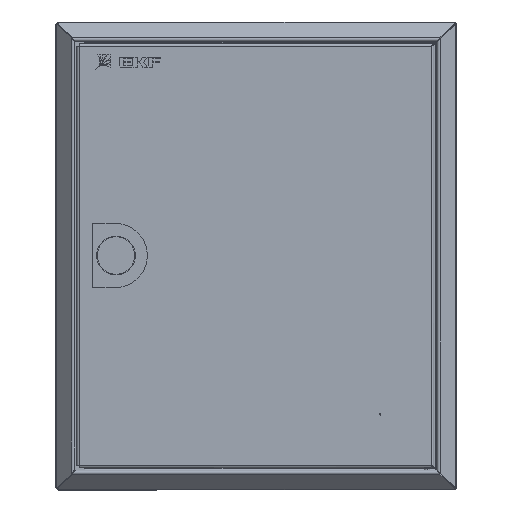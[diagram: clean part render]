
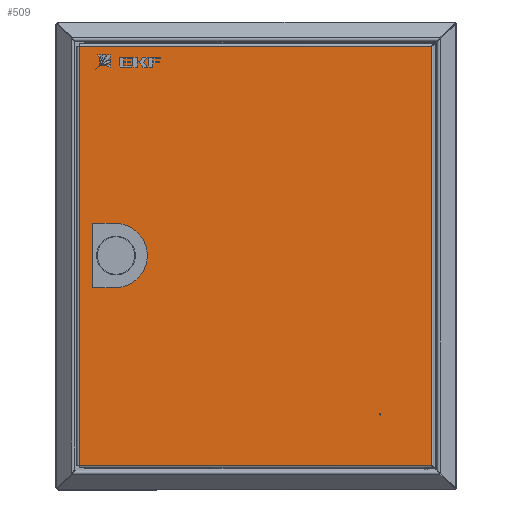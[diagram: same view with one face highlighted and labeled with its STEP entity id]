
A CAD part, top view. The second image highlights one B-rep face of the part: STEP entity #509.
In plain terms, the highlighted planar face has unit normal (0, 0, 1).
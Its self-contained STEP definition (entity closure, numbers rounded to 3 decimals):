
#281 = DIRECTION ( 'NONE',  ( 1., 0., 0. ) ) ;
#423 = AXIS2_PLACEMENT_3D ( 'NONE', #21578, #8078, #23875 ) ;
#509 = ADVANCED_FACE ( 'NONE', ( #21679, #2980, #26265 ), #20070, .F. ) ;
#1282 = CARTESIAN_POINT ( 'NONE',  ( 33.1, 174.88, 0. ) ) ;
#1672 = ORIENTED_EDGE ( 'NONE', *, *, #6281, .F. ) ;
#2296 = ORIENTED_EDGE ( 'NONE', *, *, #28915, .F. ) ;
#2510 = VECTOR ( 'NONE', #7956, 1000. ) ;
#2567 = CARTESIAN_POINT ( 'NONE',  ( 43.6, 143.63, 0. ) ) ;
#2698 = VECTOR ( 'NONE', #11279, 1000. ) ;
#2835 = DIRECTION ( 'NONE',  ( 0., 0., -1. ) ) ;
#2980 = FACE_BOUND ( 'NONE', #3850, .T. ) ;
#3023 = VERTEX_POINT ( 'NONE', #15947 ) ;
#3535 = DIRECTION ( 'NONE',  ( -0.707, 0.707, 0. ) ) ;
#3688 = ORIENTED_EDGE ( 'NONE', *, *, #25473, .F. ) ;
#3850 = EDGE_LOOP ( 'NONE', ( #2296, #15959, #7313, #1672, #5177, #20054, #15636, #3688 ) ) ;
#3892 = CARTESIAN_POINT ( 'NONE',  ( 263.7, 1.7, 0. ) ) ;
#5177 = ORIENTED_EDGE ( 'NONE', *, *, #12535, .F. ) ;
#5201 = LINE ( 'NONE', #7260, #16450 ) ;
#5408 = VERTEX_POINT ( 'NONE', #2567 ) ;
#5616 = VERTEX_POINT ( 'NONE', #16969 ) ;
#6119 = VECTOR ( 'NONE', #12400, 1000. ) ;
#6281 = EDGE_CURVE ( 'NONE', #16772, #14093, #10988, .T. ) ;
#6634 = EDGE_CURVE ( 'NONE', #5616, #25675, #6841, .T. ) ;
#6841 = LINE ( 'NONE', #21488, #6119 ) ;
#7064 = AXIS2_PLACEMENT_3D ( 'NONE', #16348, #2835, #18627 ) ;
#7195 = CARTESIAN_POINT ( 'NONE',  ( 0., 315.56, 0. ) ) ;
#7260 = CARTESIAN_POINT ( 'NONE',  ( 11.6, 174.88, 0. ) ) ;
#7313 = ORIENTED_EDGE ( 'NONE', *, *, #27800, .F. ) ;
#7545 = VECTOR ( 'NONE', #3535, 1000. ) ;
#7568 = DIRECTION ( 'NONE',  ( 0., -1., 0. ) ) ;
#7956 = DIRECTION ( 'NONE',  ( 0., 1., 0. ) ) ;
#8078 = DIRECTION ( 'NONE',  ( 0., 0., -1. ) ) ;
#8299 = DIRECTION ( 'NONE',  ( 1., 0., 0. ) ) ;
#8452 = CARTESIAN_POINT ( 'NONE',  ( 33.1, 142.38, 0. ) ) ;
#8990 = CARTESIAN_POINT ( 'NONE',  ( 43.6, 173.63, 0. ) ) ;
#9023 = CARTESIAN_POINT ( 'NONE',  ( 264.523, 315.56, 0. ) ) ;
#9315 = ORIENTED_EDGE ( 'NONE', *, *, #17765, .T. ) ;
#9505 = DIRECTION ( 'NONE',  ( -1., 0., 0. ) ) ;
#10246 = CARTESIAN_POINT ( 'NONE',  ( 34.35, 173.63, 0. ) ) ;
#10338 = CARTESIAN_POINT ( 'NONE',  ( 11.6, 142.38, 0. ) ) ;
#10988 = LINE ( 'NONE', #28690, #16279 ) ;
#11086 = DIRECTION ( 'NONE',  ( -1., 0., 0. ) ) ;
#11259 = AXIS2_PLACEMENT_3D ( 'NONE', #17802, #24610, #11086 ) ;
#11273 = ORIENTED_EDGE ( 'NONE', *, *, #24163, .T. ) ;
#11279 = DIRECTION ( 'NONE',  ( -1., 0., 0. ) ) ;
#11688 = VERTEX_POINT ( 'NONE', #16323 ) ;
#12158 = CARTESIAN_POINT ( 'NONE',  ( 0., 0., 0. ) ) ;
#12400 = DIRECTION ( 'NONE',  ( 1., 0., 0. ) ) ;
#12535 = EDGE_CURVE ( 'NONE', #5408, #16772, #29177, .T. ) ;
#12605 = ORIENTED_EDGE ( 'NONE', *, *, #21406, .T. ) ;
#12906 = EDGE_CURVE ( 'NONE', #29126, #5408, #17863, .T. ) ;
#13276 = LINE ( 'NONE', #8452, #25297 ) ;
#13432 = VERTEX_POINT ( 'NONE', #26328 ) ;
#13512 = LINE ( 'NONE', #14247, #18115 ) ;
#13655 = VERTEX_POINT ( 'NONE', #18245 ) ;
#14093 = VERTEX_POINT ( 'NONE', #10246 ) ;
#14247 = CARTESIAN_POINT ( 'NONE',  ( 11.6, 142.38, 0. ) ) ;
#14355 = EDGE_CURVE ( 'NONE', #18609, #11688, #22044, .T. ) ;
#14410 = DIRECTION ( 'NONE',  ( 0., -1., 0. ) ) ;
#15486 = CIRCLE ( 'NONE', #423, 0.5 ) ;
#15505 = CARTESIAN_POINT ( 'NONE',  ( 34.35, 143.63, 0. ) ) ;
#15636 = ORIENTED_EDGE ( 'NONE', *, *, #20721, .F. ) ;
#15947 = CARTESIAN_POINT ( 'NONE',  ( 11.6, 174.88, 0. ) ) ;
#15959 = ORIENTED_EDGE ( 'NONE', *, *, #21528, .F. ) ;
#16279 = VECTOR ( 'NONE', #24165, 1000. ) ;
#16323 = CARTESIAN_POINT ( 'NONE',  ( 224.9, 40., 0. ) ) ;
#16348 = CARTESIAN_POINT ( 'NONE',  ( 225.4, 40., 0. ) ) ;
#16354 = VECTOR ( 'NONE', #14410, 1000. ) ;
#16450 = VECTOR ( 'NONE', #9505, 1000. ) ;
#16470 = VECTOR ( 'NONE', #25211, 1000. ) ;
#16772 = VERTEX_POINT ( 'NONE', #8990 ) ;
#16859 = LINE ( 'NONE', #25043, #22883 ) ;
#16969 = CARTESIAN_POINT ( 'NONE',  ( 0., 1.7, 0. ) ) ;
#17765 = EDGE_CURVE ( 'NONE', #25675, #13432, #20531, .T. ) ;
#17802 = CARTESIAN_POINT ( 'NONE',  ( 0., 0., 0. ) ) ;
#17863 = LINE ( 'NONE', #21817, #23870 ) ;
#18115 = VECTOR ( 'NONE', #7568, 1000. ) ;
#18245 = CARTESIAN_POINT ( 'NONE',  ( 33.1, 174.88, 0. ) ) ;
#18609 = VERTEX_POINT ( 'NONE', #23695 ) ;
#18627 = DIRECTION ( 'NONE',  ( -1., 0., 0. ) ) ;
#18990 = EDGE_LOOP ( 'NONE', ( #11273, #22628 ) ) ;
#20054 = ORIENTED_EDGE ( 'NONE', *, *, #12906, .F. ) ;
#20070 = PLANE ( 'NONE',  #11259 ) ;
#20531 = LINE ( 'NONE', #21464, #2510 ) ;
#20714 = LINE ( 'NONE', #9023, #2698 ) ;
#20721 = EDGE_CURVE ( 'NONE', #23524, #29126, #13276, .T. ) ;
#21406 = EDGE_CURVE ( 'NONE', #13432, #27037, #20714, .T. ) ;
#21464 = CARTESIAN_POINT ( 'NONE',  ( 263.7, 0.877, 0. ) ) ;
#21488 = CARTESIAN_POINT ( 'NONE',  ( 0., 1.7, 0. ) ) ;
#21528 = EDGE_CURVE ( 'NONE', #13655, #3023, #5201, .T. ) ;
#21578 = CARTESIAN_POINT ( 'NONE',  ( 225.4, 40., 0. ) ) ;
#21679 = FACE_BOUND ( 'NONE', #18990, .T. ) ;
#21817 = CARTESIAN_POINT ( 'NONE',  ( 34.35, 143.63, 0. ) ) ;
#22044 = CIRCLE ( 'NONE', #7064, 0.5 ) ;
#22426 = EDGE_LOOP ( 'NONE', ( #9315, #12605, #23684, #25052 ) ) ;
#22628 = ORIENTED_EDGE ( 'NONE', *, *, #14355, .T. ) ;
#22883 = VECTOR ( 'NONE', #281, 1000. ) ;
#22950 = CARTESIAN_POINT ( 'NONE',  ( 43.6, 173.63, 0. ) ) ;
#23524 = VERTEX_POINT ( 'NONE', #26955 ) ;
#23684 = ORIENTED_EDGE ( 'NONE', *, *, #27674, .T. ) ;
#23695 = CARTESIAN_POINT ( 'NONE',  ( 225.9, 40., 0. ) ) ;
#23870 = VECTOR ( 'NONE', #8299, 1000. ) ;
#23875 = DIRECTION ( 'NONE',  ( -1., 0., 0. ) ) ;
#24163 = EDGE_CURVE ( 'NONE', #11688, #18609, #15486, .T. ) ;
#24165 = DIRECTION ( 'NONE',  ( -1., 0., 0. ) ) ;
#24189 = VERTEX_POINT ( 'NONE', #10338 ) ;
#24248 = DIRECTION ( 'NONE',  ( 0.707, 0.707, 0. ) ) ;
#24610 = DIRECTION ( 'NONE',  ( 0., 0., -1. ) ) ;
#25043 = CARTESIAN_POINT ( 'NONE',  ( 11.6, 142.38, 0. ) ) ;
#25052 = ORIENTED_EDGE ( 'NONE', *, *, #6634, .T. ) ;
#25211 = DIRECTION ( 'NONE',  ( 0., 1., 0. ) ) ;
#25297 = VECTOR ( 'NONE', #24248, 1000. ) ;
#25473 = EDGE_CURVE ( 'NONE', #24189, #23524, #16859, .T. ) ;
#25539 = LINE ( 'NONE', #1282, #7545 ) ;
#25675 = VERTEX_POINT ( 'NONE', #3892 ) ;
#26265 = FACE_OUTER_BOUND ( 'NONE', #22426, .T. ) ;
#26328 = CARTESIAN_POINT ( 'NONE',  ( 263.7, 315.56, 0. ) ) ;
#26955 = CARTESIAN_POINT ( 'NONE',  ( 33.1, 142.38, 0. ) ) ;
#27037 = VERTEX_POINT ( 'NONE', #7195 ) ;
#27674 = EDGE_CURVE ( 'NONE', #27037, #5616, #28348, .T. ) ;
#27800 = EDGE_CURVE ( 'NONE', #14093, #13655, #25539, .T. ) ;
#28348 = LINE ( 'NONE', #12158, #16354 ) ;
#28690 = CARTESIAN_POINT ( 'NONE',  ( 34.35, 173.63, 0. ) ) ;
#28915 = EDGE_CURVE ( 'NONE', #3023, #24189, #13512, .T. ) ;
#29126 = VERTEX_POINT ( 'NONE', #15505 ) ;
#29177 = LINE ( 'NONE', #22950, #16470 ) ;
